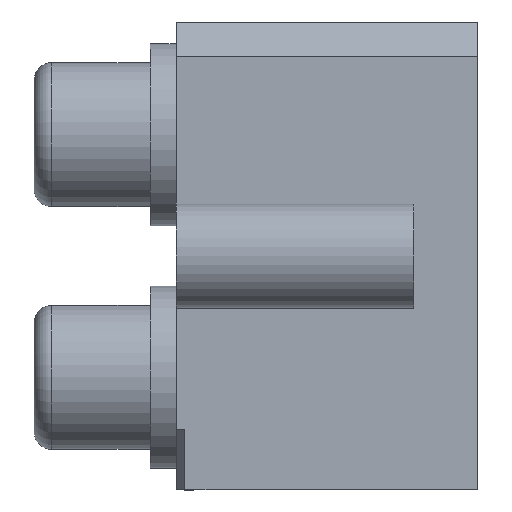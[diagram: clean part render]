
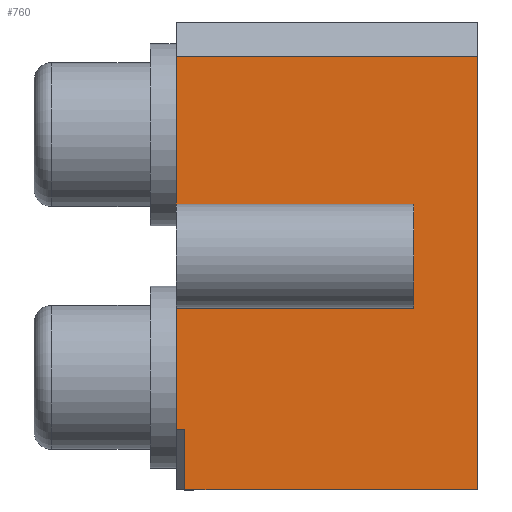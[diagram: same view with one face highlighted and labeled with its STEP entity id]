
A CAD part, left-side view. The second image highlights one B-rep face of the part: STEP entity #760.
In plain terms, the highlighted planar face has unit normal (-1, 0, 0).
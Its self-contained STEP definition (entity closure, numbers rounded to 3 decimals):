
#126=FACE_OUTER_BOUND('',#162,.T.);
#162=EDGE_LOOP('',(#621,#622,#623,#624,#625,#626,#627,#628,#629,#630,#631,
#632));
#191=LINE('',#1140,#244);
#200=LINE('',#1160,#253);
#208=LINE('',#1836,#261);
#211=LINE('',#1843,#264);
#213=LINE('',#1848,#266);
#215=LINE('',#1852,#268);
#216=LINE('',#1853,#269);
#217=LINE('',#1855,#270);
#218=LINE('',#1857,#271);
#219=LINE('',#1859,#272);
#220=LINE('',#1861,#273);
#221=LINE('',#1862,#274);
#244=VECTOR('',#899,10.);
#253=VECTOR('',#916,10.);
#261=VECTOR('',#1020,10.);
#264=VECTOR('',#1025,10.);
#266=VECTOR('',#1031,10.);
#268=VECTOR('',#1035,1000.);
#269=VECTOR('',#1036,1000.);
#270=VECTOR('',#1037,1000.);
#271=VECTOR('',#1038,1000.);
#272=VECTOR('',#1039,1000.);
#273=VECTOR('',#1040,1000.);
#274=VECTOR('',#1041,10.);
#353=VERTEX_POINT('',#1137);
#354=VERTEX_POINT('',#1139);
#360=VERTEX_POINT('',#1157);
#361=VERTEX_POINT('',#1158);
#399=VERTEX_POINT('',#1835);
#402=VERTEX_POINT('',#1841);
#403=VERTEX_POINT('',#1847);
#404=VERTEX_POINT('',#1851);
#405=VERTEX_POINT('',#1854);
#406=VERTEX_POINT('',#1856);
#407=VERTEX_POINT('',#1858);
#408=VERTEX_POINT('',#1860);
#424=EDGE_CURVE('',#353,#354,#191,.T.);
#434=EDGE_CURVE('',#360,#361,#200,.T.);
#484=EDGE_CURVE('',#361,#399,#208,.T.);
#488=EDGE_CURVE('',#402,#360,#211,.T.);
#490=EDGE_CURVE('',#403,#353,#213,.T.);
#492=EDGE_CURVE('',#403,#404,#215,.T.);
#493=EDGE_CURVE('',#404,#399,#216,.T.);
#494=EDGE_CURVE('',#402,#405,#217,.T.);
#495=EDGE_CURVE('',#405,#406,#218,.T.);
#496=EDGE_CURVE('',#406,#407,#219,.T.);
#497=EDGE_CURVE('',#407,#408,#220,.T.);
#498=EDGE_CURVE('',#408,#354,#221,.T.);
#621=ORIENTED_EDGE('',*,*,#490,.F.);
#622=ORIENTED_EDGE('',*,*,#492,.T.);
#623=ORIENTED_EDGE('',*,*,#493,.T.);
#624=ORIENTED_EDGE('',*,*,#484,.F.);
#625=ORIENTED_EDGE('',*,*,#434,.F.);
#626=ORIENTED_EDGE('',*,*,#488,.F.);
#627=ORIENTED_EDGE('',*,*,#494,.T.);
#628=ORIENTED_EDGE('',*,*,#495,.T.);
#629=ORIENTED_EDGE('',*,*,#496,.T.);
#630=ORIENTED_EDGE('',*,*,#497,.T.);
#631=ORIENTED_EDGE('',*,*,#498,.T.);
#632=ORIENTED_EDGE('',*,*,#424,.F.);
#726=PLANE('',#855);
#760=ADVANCED_FACE('',(#126),#726,.T.);
#855=AXIS2_PLACEMENT_3D('',#1850,#1033,#1034);
#899=DIRECTION('',(0.,0.,-1.));
#916=DIRECTION('',(0.,0.,1.));
#1020=DIRECTION('',(0.,0.,1.));
#1025=DIRECTION('',(0.,0.,1.));
#1031=DIRECTION('',(0.,-1.,0.));
#1033=DIRECTION('center_axis',(-1.,0.,0.));
#1034=DIRECTION('ref_axis',(0.,0.,1.));
#1035=DIRECTION('',(0.,0.,-1.));
#1036=DIRECTION('',(0.,-1.,0.));
#1037=DIRECTION('',(0.,1.,0.));
#1038=DIRECTION('',(0.,0.,-1.));
#1039=DIRECTION('',(0.,-1.,0.));
#1040=DIRECTION('',(0.,0.,-1.));
#1041=DIRECTION('',(0.,-1.,0.));
#1137=CARTESIAN_POINT('',(-6.498,-8.459,25.));
#1139=CARTESIAN_POINT('',(-6.498,-8.459,0.));
#1140=CARTESIAN_POINT('',(-6.498,-8.459,0.));
#1157=CARTESIAN_POINT('',(-6.498,-4.759,12.409));
#1158=CARTESIAN_POINT('',(-6.498,-4.759,14.591));
#1160=CARTESIAN_POINT('',(-6.498,-4.759,0.));
#1835=CARTESIAN_POINT('',(-6.498,-4.759,16.5));
#1836=CARTESIAN_POINT('',(-6.498,-4.759,20.25));
#1841=CARTESIAN_POINT('',(-6.498,-4.759,10.5));
#1843=CARTESIAN_POINT('',(-6.498,-4.759,20.25));
#1847=CARTESIAN_POINT('',(-6.498,8.941,25.));
#1848=CARTESIAN_POINT('',(-6.498,2.091,25.));
#1850=CARTESIAN_POINT('Origin',(-6.498,-4.759,16.5));
#1851=CARTESIAN_POINT('',(-6.498,8.941,16.5));
#1852=CARTESIAN_POINT('',(-6.498,8.941,16.5));
#1853=CARTESIAN_POINT('',(-6.498,-4.759,16.5));
#1854=CARTESIAN_POINT('',(-6.498,8.941,10.5));
#1855=CARTESIAN_POINT('',(-6.498,-4.759,10.5));
#1856=CARTESIAN_POINT('',(-6.498,8.941,3.5));
#1857=CARTESIAN_POINT('',(-6.498,8.941,0.));
#1858=CARTESIAN_POINT('',(-6.498,8.441,3.5));
#1859=CARTESIAN_POINT('',(-6.498,8.441,3.5));
#1860=CARTESIAN_POINT('',(-6.498,8.441,0.));
#1861=CARTESIAN_POINT('',(-6.498,8.441,0.));
#1862=CARTESIAN_POINT('',(-6.498,-4.759,0.));
